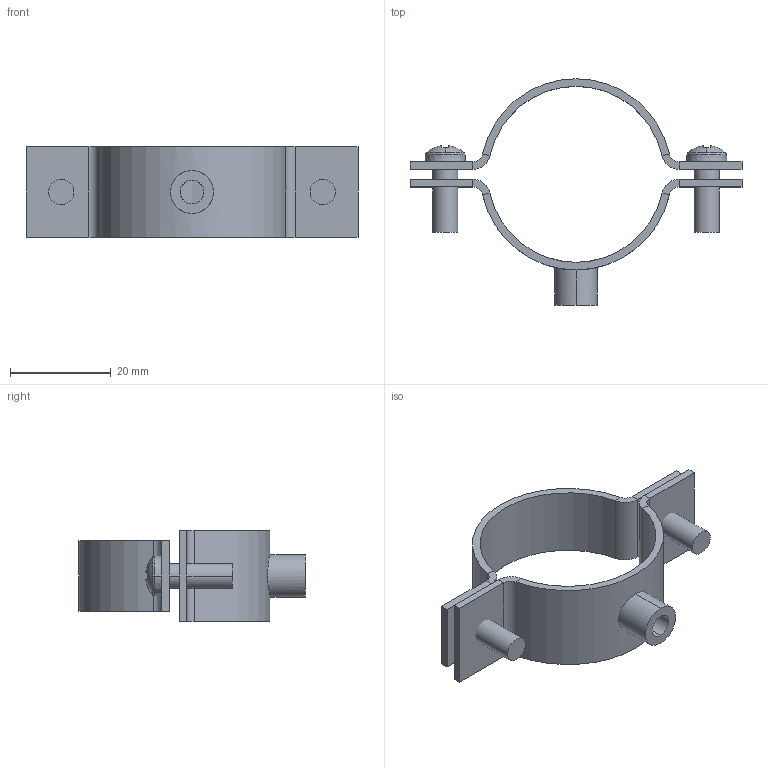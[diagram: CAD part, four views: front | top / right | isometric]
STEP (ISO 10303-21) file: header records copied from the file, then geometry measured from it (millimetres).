
FILE_DESCRIPTION (( 'STEP AP214' ), '1' );
FILE_NAME ('1360353_KSTP1.stp', '2018-09-11T07:42:14', ( '' ), ( '' ), 'SwSTEP 2.0', 'SolidWorks 2018', '' );
FILE_SCHEMA (( 'AUTOMOTIVE_DESIGN' ));
Length unit declared in the file: millimetre
Products named in the file (4): 1360353_KSTP1; BB013-18-01_Standard; BB013-18-02_Standard; BW001_M5 x 14
Assembly tree (4 placements, depth 2):
  1360353_KSTP1
    BB013-18-01_Standard
    BB013-18-02_Standard
    BW001_M5 x 14  x2
Bounding box: 66 x 45 x 18 mm (x, y, z)
Volume: 4949.6 mm3; surface area: 6891.8 mm2
Topology: 4 solids, 4 shells, 95 faces, 216 edges, 132 vertices
Faces by surface type: plane 63, cylinder 20, torus 4, cone 4, sphere 4
Entity records: 2250 total; most frequent: CARTESIAN_POINT 453, DIRECTION 370, ORIENTED_EDGE 316, EDGE_CURVE 158, AXIS2_PLACEMENT_3D 137, LINE 96, VECTOR 96, VERTEX_POINT 94
